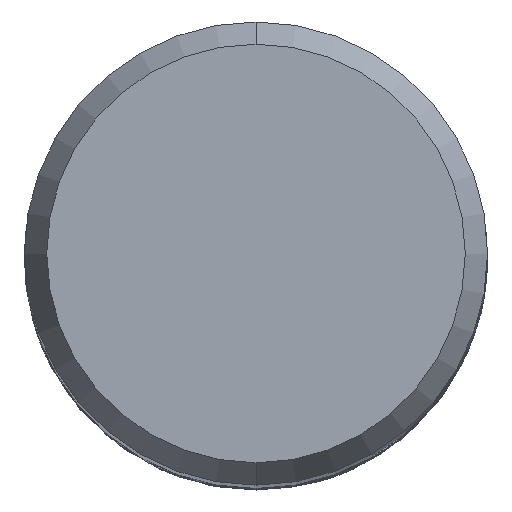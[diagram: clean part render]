
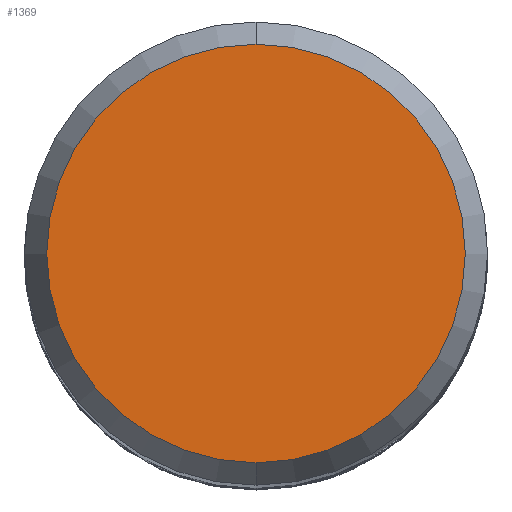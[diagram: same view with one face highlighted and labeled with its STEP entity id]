
A CAD part, top view. The second image highlights one B-rep face of the part: STEP entity #1369.
In plain terms, the highlighted planar face has unit normal (0, 0, 1).
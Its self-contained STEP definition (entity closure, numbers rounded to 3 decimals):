
#727=VERTEX_POINT('',#1920);
#885=EDGE_CURVE('',#1519,#727,#2097,.T.);
#1369=ADVANCED_FACE('',(#2625),#2626,.T.);
#1519=VERTEX_POINT('',#2785);
#1715=EDGE_CURVE('',#727,#1519,#3002,.T.);
#1920=CARTESIAN_POINT('',(0.0,5.423,0.0));
#2097=CIRCLE('',#6453,5.423);
#2625=FACE_OUTER_BOUND('',#12154,.T.);
#2626=PLANE('',#12155);
#2785=CARTESIAN_POINT('',(0.,-5.423,0.0));
#3002=CIRCLE('',#16710,5.423);
#6453=AXIS2_PLACEMENT_3D('',#17584,#17585,#17586);
#12154=EDGE_LOOP('',(#18125,#18126));
#12155=AXIS2_PLACEMENT_3D('',#18127,#18128,#18129);
#16710=AXIS2_PLACEMENT_3D('',#18472,#18473,#18474);
#17584=CARTESIAN_POINT('',(0.0,0.0,0.0));
#17585=DIRECTION('',(0.0,0.0,-1.0));
#17586=DIRECTION('',(0.0,1.0,0.0));
#18125=ORIENTED_EDGE('',*,*,#1715,.F.);
#18126=ORIENTED_EDGE('',*,*,#885,.F.);
#18127=CARTESIAN_POINT('',(0.0,2.711,0.0));
#18128=DIRECTION('',(-0.0,0.0,1.0));
#18129=DIRECTION('',(0.0,-1.0,0.0));
#18472=CARTESIAN_POINT('',(0.0,0.0,0.0));
#18473=DIRECTION('',(0.0,0.0,-1.0));
#18474=DIRECTION('',(0.0,1.0,0.0));
